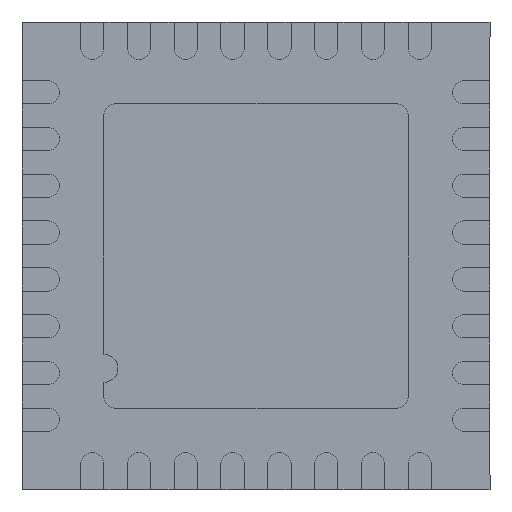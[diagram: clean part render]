
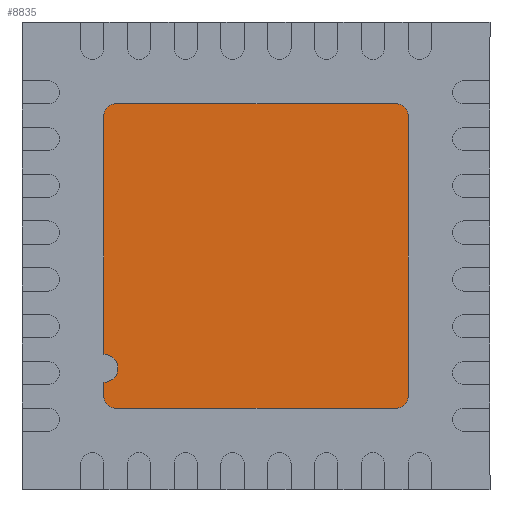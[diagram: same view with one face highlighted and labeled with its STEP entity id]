
A CAD part, front view. The second image highlights one B-rep face of the part: STEP entity #8835.
In plain terms, the highlighted planar face has unit normal (0, -1, 0).
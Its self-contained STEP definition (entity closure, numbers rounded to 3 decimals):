
#7 = ORIENTED_EDGE ( 'NONE', *, *, #8833, .F. ) ;
#136 = CARTESIAN_POINT ( 'NONE',  ( 1.5, 0., 1.5 ) ) ;
#173 = CARTESIAN_POINT ( 'NONE',  ( -1.5, 0., -1.625 ) ) ;
#182 = CARTESIAN_POINT ( 'NONE',  ( -1.5, 0., -1.5 ) ) ;
#223 = CARTESIAN_POINT ( 'NONE',  ( -1.5, 0., -1.625 ) ) ;
#278 = LINE ( 'NONE', #6321, #10481 ) ;
#478 = EDGE_CURVE ( 'NONE', #3117, #7266, #4223, .T. ) ;
#495 = DIRECTION ( 'NONE',  ( 0., 0., 1. ) ) ;
#515 = LINE ( 'NONE', #563, #3551 ) ;
#543 = EDGE_CURVE ( 'NONE', #2232, #1248, #1517, .T. ) ;
#563 = CARTESIAN_POINT ( 'NONE',  ( 1.625, 0., 1.5 ) ) ;
#566 = CIRCLE ( 'NONE', #3827, 0.125 ) ;
#1028 = DIRECTION ( 'NONE',  ( 0., 0., -1. ) ) ;
#1080 = LINE ( 'NONE', #223, #6204 ) ;
#1248 = VERTEX_POINT ( 'NONE', #1572 ) ;
#1302 = AXIS2_PLACEMENT_3D ( 'NONE', #6999, #9643, #1028 ) ;
#1517 = CIRCLE ( 'NONE', #5325, 0.125 ) ;
#1572 = CARTESIAN_POINT ( 'NONE',  ( -1.625, 0., -1.5 ) ) ;
#1710 = DIRECTION ( 'NONE',  ( 0., 1., 0. ) ) ;
#1893 = DIRECTION ( 'NONE',  ( 0., 1., 0. ) ) ;
#1898 = DIRECTION ( 'NONE',  ( 0., 0., 1. ) ) ;
#1946 = DIRECTION ( 'NONE',  ( 0., 0., 1. ) ) ;
#2232 = VERTEX_POINT ( 'NONE', #173 ) ;
#2254 = EDGE_CURVE ( 'NONE', #7478, #10934, #3019, .T. ) ;
#2605 = ORIENTED_EDGE ( 'NONE', *, *, #543, .F. ) ;
#2877 = CARTESIAN_POINT ( 'NONE',  ( 1.625, 0., 1.5 ) ) ;
#3019 = CIRCLE ( 'NONE', #8676, 0.15 ) ;
#3117 = VERTEX_POINT ( 'NONE', #10794 ) ;
#3153 = EDGE_LOOP ( 'NONE', ( #2605, #7, #3871, #7694, #9571, #9931, #9951, #11117, #7092, #5961 ) ) ;
#3551 = VECTOR ( 'NONE', #6825, 1000. ) ;
#3706 = CARTESIAN_POINT ( 'NONE',  ( -1.625, 0., -1.05 ) ) ;
#3738 = CARTESIAN_POINT ( 'NONE',  ( 1.625, 0., -1.5 ) ) ;
#3827 = AXIS2_PLACEMENT_3D ( 'NONE', #8592, #6713, #10201 ) ;
#3871 = ORIENTED_EDGE ( 'NONE', *, *, #9200, .F. ) ;
#4223 = CIRCLE ( 'NONE', #9358, 0.125 ) ;
#4435 = EDGE_CURVE ( 'NONE', #1248, #7478, #10082, .T. ) ;
#4515 = CARTESIAN_POINT ( 'NONE',  ( -1.625, 0., -1.35 ) ) ;
#5234 = DIRECTION ( 'NONE',  ( 0., -1., 0. ) ) ;
#5325 = AXIS2_PLACEMENT_3D ( 'NONE', #182, #1893, #7127 ) ;
#5403 = DIRECTION ( 'NONE',  ( -1., 0., 0. ) ) ;
#5450 = PLANE ( 'NONE',  #1302 ) ;
#5627 = EDGE_CURVE ( 'NONE', #10934, #5769, #278, .T. ) ;
#5666 = CARTESIAN_POINT ( 'NONE',  ( -1.625, 0., -1.35 ) ) ;
#5676 = VERTEX_POINT ( 'NONE', #3738 ) ;
#5769 = VERTEX_POINT ( 'NONE', #10045 ) ;
#5774 = DIRECTION ( 'NONE',  ( 0., 0., -1. ) ) ;
#5904 = EDGE_CURVE ( 'NONE', #7795, #3117, #7141, .T. ) ;
#5961 = ORIENTED_EDGE ( 'NONE', *, *, #4435, .F. ) ;
#6066 = VECTOR ( 'NONE', #495, 1000. ) ;
#6204 = VECTOR ( 'NONE', #5403, 1000. ) ;
#6320 = FACE_OUTER_BOUND ( 'NONE', #3153, .T. ) ;
#6321 = CARTESIAN_POINT ( 'NONE',  ( -1.625, 0., 1.5 ) ) ;
#6545 = CARTESIAN_POINT ( 'NONE',  ( -1.5, 0., 1.625 ) ) ;
#6713 = DIRECTION ( 'NONE',  ( 0., 1., 0. ) ) ;
#6825 = DIRECTION ( 'NONE',  ( 0., 0., -1. ) ) ;
#6999 = CARTESIAN_POINT ( 'NONE',  ( -1.5, 0., -1.5 ) ) ;
#7006 = EDGE_CURVE ( 'NONE', #7266, #5676, #515, .T. ) ;
#7036 = CARTESIAN_POINT ( 'NONE',  ( -1.5, 0., 1.625 ) ) ;
#7092 = ORIENTED_EDGE ( 'NONE', *, *, #2254, .F. ) ;
#7127 = DIRECTION ( 'NONE',  ( 0., 0., -1. ) ) ;
#7141 = LINE ( 'NONE', #7036, #10656 ) ;
#7266 = VERTEX_POINT ( 'NONE', #2877 ) ;
#7478 = VERTEX_POINT ( 'NONE', #4515 ) ;
#7694 = ORIENTED_EDGE ( 'NONE', *, *, #7006, .F. ) ;
#7795 = VERTEX_POINT ( 'NONE', #6545 ) ;
#7936 = AXIS2_PLACEMENT_3D ( 'NONE', #10332, #1710, #5774 ) ;
#8042 = DIRECTION ( 'NONE',  ( 0., 0., 1. ) ) ;
#8101 = VERTEX_POINT ( 'NONE', #10122 ) ;
#8476 = CIRCLE ( 'NONE', #7936, 0.125 ) ;
#8592 = CARTESIAN_POINT ( 'NONE',  ( 1.5, 0., -1.5 ) ) ;
#8676 = AXIS2_PLACEMENT_3D ( 'NONE', #9824, #5234, #1946 ) ;
#8833 = EDGE_CURVE ( 'NONE', #8101, #2232, #1080, .T. ) ;
#8835 = ADVANCED_FACE ( 'NONE', ( #6320 ), #5450, .T. ) ;
#9200 = EDGE_CURVE ( 'NONE', #5676, #8101, #566, .T. ) ;
#9358 = AXIS2_PLACEMENT_3D ( 'NONE', #136, #9719, #1898 ) ;
#9571 = ORIENTED_EDGE ( 'NONE', *, *, #478, .F. ) ;
#9643 = DIRECTION ( 'NONE',  ( 0., -1., 0. ) ) ;
#9719 = DIRECTION ( 'NONE',  ( 0., 1., 0. ) ) ;
#9824 = CARTESIAN_POINT ( 'NONE',  ( -1.625, 0., -1.2 ) ) ;
#9931 = ORIENTED_EDGE ( 'NONE', *, *, #5904, .F. ) ;
#9951 = ORIENTED_EDGE ( 'NONE', *, *, #9959, .F. ) ;
#9959 = EDGE_CURVE ( 'NONE', #5769, #7795, #8476, .T. ) ;
#10045 = CARTESIAN_POINT ( 'NONE',  ( -1.625, 0., 1.5 ) ) ;
#10082 = LINE ( 'NONE', #5666, #6066 ) ;
#10122 = CARTESIAN_POINT ( 'NONE',  ( 1.5, 0., -1.625 ) ) ;
#10201 = DIRECTION ( 'NONE',  ( 0., 0., -1. ) ) ;
#10332 = CARTESIAN_POINT ( 'NONE',  ( -1.5, 0., 1.5 ) ) ;
#10481 = VECTOR ( 'NONE', #8042, 1000. ) ;
#10529 = DIRECTION ( 'NONE',  ( 1., 0., 0. ) ) ;
#10656 = VECTOR ( 'NONE', #10529, 1000. ) ;
#10794 = CARTESIAN_POINT ( 'NONE',  ( 1.5, 0., 1.625 ) ) ;
#10934 = VERTEX_POINT ( 'NONE', #3706 ) ;
#11117 = ORIENTED_EDGE ( 'NONE', *, *, #5627, .F. ) ;
